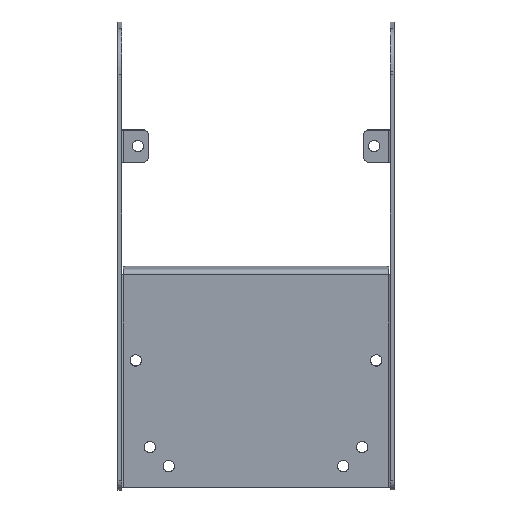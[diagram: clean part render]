
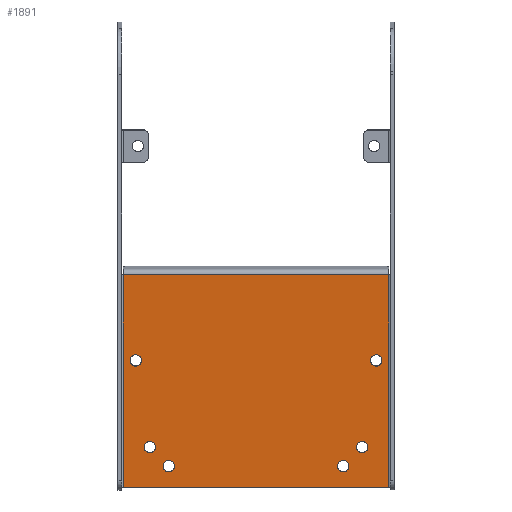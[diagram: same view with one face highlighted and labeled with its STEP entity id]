
A CAD part, top view. The second image highlights one B-rep face of the part: STEP entity #1891.
In plain terms, the highlighted planar face has unit normal (0, -0.087, 0.996).
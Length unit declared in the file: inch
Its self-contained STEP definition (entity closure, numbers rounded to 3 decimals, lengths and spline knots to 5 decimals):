
#1 = EDGE_CURVE ( 'NONE', #506, #1596, #1064, .T. ) ;
#4 = DIRECTION ( 'NONE',  ( 0., -0.087, 0.996 ) ) ;
#15 = EDGE_CURVE ( 'NONE', #1596, #506, #807, .T. ) ;
#28 = CIRCLE ( 'NONE', #2143, 0.133 ) ;
#67 = PLANE ( 'NONE',  #2342 ) ;
#85 = FACE_BOUND ( 'NONE', #142, .T. ) ;
#136 = CIRCLE ( 'NONE', #2450, 0.133 ) ;
#142 = EDGE_LOOP ( 'NONE', ( #885, #363 ) ) ;
#143 = CARTESIAN_POINT ( 'NONE',  ( 0., -4.86002, -0.2923 ) ) ;
#156 = ORIENTED_EDGE ( 'NONE', *, *, #1052, .F. ) ;
#165 = DIRECTION ( 'NONE',  ( 0., -0.087, 0.996 ) ) ;
#230 = DIRECTION ( 'NONE',  ( 0., -0.087, 0.996 ) ) ;
#233 = EDGE_CURVE ( 'NONE', #518, #2460, #2127, .T. ) ;
#259 = VERTEX_POINT ( 'NONE', #3100 ) ;
#272 = ORIENTED_EDGE ( 'NONE', *, *, #2990, .F. ) ;
#304 = FACE_BOUND ( 'NONE', #2350, .T. ) ;
#328 = AXIS2_PLACEMENT_3D ( 'NONE', #1734, #4, #1475 ) ;
#363 = ORIENTED_EDGE ( 'NONE', *, *, #677, .F. ) ;
#383 = VECTOR ( 'NONE', #1347, 39.37008 ) ;
#387 = EDGE_LOOP ( 'NONE', ( #2377, #1448 ) ) ;
#393 = CARTESIAN_POINT ( 'NONE',  ( 5.27097, -2.83871, -0.11545 ) ) ;
#444 = AXIS2_PLACEMENT_3D ( 'NONE', #3083, #1366, #626 ) ;
#464 = DIRECTION ( 'NONE',  ( 1., 0., 0. ) ) ;
#491 = CARTESIAN_POINT ( 'NONE',  ( 4.94194, -5.12501, -0.31548 ) ) ;
#506 = VERTEX_POINT ( 'NONE', #2029 ) ;
#509 = ORIENTED_EDGE ( 'NONE', *, *, #2231, .T. ) ;
#518 = VERTEX_POINT ( 'NONE', #545 ) ;
#536 = AXIS2_PLACEMENT_3D ( 'NONE', #1603, #917, #2360 ) ;
#545 = CARTESIAN_POINT ( 'NONE',  ( 5.56694, -0.97881, 0.04727 ) ) ;
#550 = CARTESIAN_POINT ( 'NONE',  ( -0.32903, -2.83871, -0.11545 ) ) ;
#579 = DIRECTION ( 'NONE',  ( 0., 0.087, -0.996 ) ) ;
#582 = EDGE_LOOP ( 'NONE', ( #1853, #1454 ) ) ;
#603 = DIRECTION ( 'NONE',  ( 0., -0.087, 0.996 ) ) ;
#625 = CARTESIAN_POINT ( 'NONE',  ( -0.625, -5.93087, -0.38598 ) ) ;
#626 = DIRECTION ( 'NONE',  ( 0., -0.996, -0.087 ) ) ;
#629 = EDGE_CURVE ( 'NONE', #1884, #2180, #1425, .T. ) ;
#677 = EDGE_CURVE ( 'NONE', #259, #1115, #704, .T. ) ;
#704 = CIRCLE ( 'NONE', #1321, 0.133 ) ;
#759 = AXIS2_PLACEMENT_3D ( 'NONE', #1620, #165, #1148 ) ;
#785 = VERTEX_POINT ( 'NONE', #3141 ) ;
#793 = VECTOR ( 'NONE', #2972, 39.37008 ) ;
#807 = CIRCLE ( 'NONE', #759, 0.133 ) ;
#842 = CIRCLE ( 'NONE', #328, 0.133 ) ;
#885 = ORIENTED_EDGE ( 'NONE', *, *, #1773, .F. ) ;
#900 = CIRCLE ( 'NONE', #2498, 0.133 ) ;
#902 = CARTESIAN_POINT ( 'NONE',  ( 0.44194, -5.56527, -0.354 ) ) ;
#917 = DIRECTION ( 'NONE',  ( 0., -0.087, 0.996 ) ) ;
#1016 = DIRECTION ( 'NONE',  ( 0., 0.996, 0.087 ) ) ;
#1029 = CARTESIAN_POINT ( 'NONE',  ( 4.5, -5.43277, -0.34241 ) ) ;
#1045 = CARTESIAN_POINT ( 'NONE',  ( 0., -0.0128, 0.13178 ) ) ;
#1052 = EDGE_CURVE ( 'NONE', #2499, #1757, #1103, .T. ) ;
#1058 = DIRECTION ( 'NONE',  ( 0., 0.996, 0.087 ) ) ;
#1064 = CIRCLE ( 'NONE', #2771, 0.133 ) ;
#1094 = ORIENTED_EDGE ( 'NONE', *, *, #1, .F. ) ;
#1103 = CIRCLE ( 'NONE', #2647, 0.133 ) ;
#1107 = DIRECTION ( 'NONE',  ( 0., -0.087, 0.996 ) ) ;
#1112 = CIRCLE ( 'NONE', #1580, 0.133 ) ;
#1115 = VERTEX_POINT ( 'NONE', #3139 ) ;
#1148 = DIRECTION ( 'NONE',  ( 0., 0.996, 0.087 ) ) ;
#1161 = DIRECTION ( 'NONE',  ( 0., -0.996, -0.087 ) ) ;
#1182 = VERTEX_POINT ( 'NONE', #143 ) ;
#1215 = DIRECTION ( 'NONE',  ( 0., -0.996, -0.087 ) ) ;
#1226 = DIRECTION ( 'NONE',  ( 0., -0.996, -0.087 ) ) ;
#1262 = CARTESIAN_POINT ( 'NONE',  ( 5.56694, -5.93087, -0.38598 ) ) ;
#1288 = FACE_BOUND ( 'NONE', #387, .T. ) ;
#1293 = CARTESIAN_POINT ( 'NONE',  ( 0., -4.99251, -0.30389 ) ) ;
#1307 = ORIENTED_EDGE ( 'NONE', *, *, #15, .F. ) ;
#1317 = CARTESIAN_POINT ( 'NONE',  ( -0.625, -0.0128, 0.13178 ) ) ;
#1321 = AXIS2_PLACEMENT_3D ( 'NONE', #2112, #2126, #3113 ) ;
#1323 = DIRECTION ( 'NONE',  ( 0., -0.087, 0.996 ) ) ;
#1328 = DIRECTION ( 'NONE',  ( 0., -0.087, 0.996 ) ) ;
#1338 = CARTESIAN_POINT ( 'NONE',  ( -0.625, -0.97881, 0.04727 ) ) ;
#1347 = DIRECTION ( 'NONE',  ( 0., -0.996, -0.087 ) ) ;
#1366 = DIRECTION ( 'NONE',  ( 0., -0.087, 0.996 ) ) ;
#1422 = CARTESIAN_POINT ( 'NONE',  ( 0., -5.93087, -0.38598 ) ) ;
#1425 = CIRCLE ( 'NONE', #444, 0.133 ) ;
#1448 = ORIENTED_EDGE ( 'NONE', *, *, #1748, .F. ) ;
#1454 = ORIENTED_EDGE ( 'NONE', *, *, #629, .F. ) ;
#1456 = DIRECTION ( 'NONE',  ( 0., -0.996, -0.087 ) ) ;
#1463 = EDGE_LOOP ( 'NONE', ( #509, #3125, #3040, #1744 ) ) ;
#1475 = DIRECTION ( 'NONE',  ( 0., -0.996, -0.087 ) ) ;
#1491 = DIRECTION ( 'NONE',  ( 0., -0.087, 0.996 ) ) ;
#1502 = CARTESIAN_POINT ( 'NONE',  ( -0.625, -0.97881, 0.04727 ) ) ;
#1580 = AXIS2_PLACEMENT_3D ( 'NONE', #1686, #1491, #1456 ) ;
#1592 = DIRECTION ( 'NONE',  ( 0., 0.996, 0.087 ) ) ;
#1596 = VERTEX_POINT ( 'NONE', #393 ) ;
#1603 = CARTESIAN_POINT ( 'NONE',  ( 4.94194, -4.99251, -0.30389 ) ) ;
#1620 = CARTESIAN_POINT ( 'NONE',  ( 5.27097, -2.9712, -0.12705 ) ) ;
#1686 = CARTESIAN_POINT ( 'NONE',  ( 0.44194, -5.43277, -0.34241 ) ) ;
#1734 = CARTESIAN_POINT ( 'NONE',  ( 0., -4.99251, -0.30389 ) ) ;
#1744 = ORIENTED_EDGE ( 'NONE', *, *, #2296, .F. ) ;
#1748 = EDGE_CURVE ( 'NONE', #1182, #785, #842, .T. ) ;
#1757 = VERTEX_POINT ( 'NONE', #1989 ) ;
#1773 = EDGE_CURVE ( 'NONE', #1115, #259, #1931, .T. ) ;
#1834 = VECTOR ( 'NONE', #464, 39.37008 ) ;
#1853 = ORIENTED_EDGE ( 'NONE', *, *, #2570, .F. ) ;
#1884 = VERTEX_POINT ( 'NONE', #550 ) ;
#1891 = ADVANCED_FACE ( 'NONE', ( #2763, #2516, #2530, #85, #304, #1288, #2272 ), #67, .F. ) ;
#1896 = EDGE_LOOP ( 'NONE', ( #272, #2955 ) ) ;
#1931 = CIRCLE ( 'NONE', #2183, 0.133 ) ;
#1944 = CARTESIAN_POINT ( 'NONE',  ( 0.44194, -5.43277, -0.34241 ) ) ;
#1989 = CARTESIAN_POINT ( 'NONE',  ( 4.94194, -4.86002, -0.2923 ) ) ;
#2000 = EDGE_CURVE ( 'NONE', #1757, #2499, #2600, .T. ) ;
#2029 = CARTESIAN_POINT ( 'NONE',  ( 5.27097, -3.1037, -0.13864 ) ) ;
#2035 = DIRECTION ( 'NONE',  ( 0., 0.996, 0.087 ) ) ;
#2040 = VERTEX_POINT ( 'NONE', #1338 ) ;
#2050 = VERTEX_POINT ( 'NONE', #902 ) ;
#2108 = EDGE_LOOP ( 'NONE', ( #1094, #1307 ) ) ;
#2112 = CARTESIAN_POINT ( 'NONE',  ( 4.5, -5.43277, -0.34241 ) ) ;
#2126 = DIRECTION ( 'NONE',  ( 0., -0.087, 0.996 ) ) ;
#2127 = LINE ( 'NONE', #3114, #2971 ) ;
#2137 = EDGE_CURVE ( 'NONE', #2252, #2460, #2209, .T. ) ;
#2143 = AXIS2_PLACEMENT_3D ( 'NONE', #2443, #230, #1215 ) ;
#2180 = VERTEX_POINT ( 'NONE', #2433 ) ;
#2183 = AXIS2_PLACEMENT_3D ( 'NONE', #1029, #1323, #1016 ) ;
#2209 = LINE ( 'NONE', #1422, #1834 ) ;
#2231 = EDGE_CURVE ( 'NONE', #2040, #2252, #2305, .T. ) ;
#2252 = VERTEX_POINT ( 'NONE', #625 ) ;
#2258 = ORIENTED_EDGE ( 'NONE', *, *, #2000, .F. ) ;
#2272 = FACE_OUTER_BOUND ( 'NONE', #1463, .T. ) ;
#2296 = EDGE_CURVE ( 'NONE', #2040, #518, #2497, .T. ) ;
#2305 = LINE ( 'NONE', #1317, #383 ) ;
#2342 = AXIS2_PLACEMENT_3D ( 'NONE', #1045, #579, #2035 ) ;
#2350 = EDGE_LOOP ( 'NONE', ( #156, #2258 ) ) ;
#2360 = DIRECTION ( 'NONE',  ( 0., 0.996, 0.087 ) ) ;
#2377 = ORIENTED_EDGE ( 'NONE', *, *, #2654, .F. ) ;
#2433 = CARTESIAN_POINT ( 'NONE',  ( -0.32903, -3.1037, -0.13864 ) ) ;
#2443 = CARTESIAN_POINT ( 'NONE',  ( -0.32903, -2.9712, -0.12705 ) ) ;
#2450 = AXIS2_PLACEMENT_3D ( 'NONE', #1944, #2484, #1226 ) ;
#2460 = VERTEX_POINT ( 'NONE', #1262 ) ;
#2484 = DIRECTION ( 'NONE',  ( 0., -0.087, 0.996 ) ) ;
#2497 = LINE ( 'NONE', #1502, #793 ) ;
#2498 = AXIS2_PLACEMENT_3D ( 'NONE', #1293, #1328, #2507 ) ;
#2499 = VERTEX_POINT ( 'NONE', #491 ) ;
#2507 = DIRECTION ( 'NONE',  ( 0., -0.996, -0.087 ) ) ;
#2516 = FACE_BOUND ( 'NONE', #582, .T. ) ;
#2530 = FACE_BOUND ( 'NONE', #2108, .T. ) ;
#2570 = EDGE_CURVE ( 'NONE', #2180, #1884, #28, .T. ) ;
#2571 = CARTESIAN_POINT ( 'NONE',  ( 5.27097, -2.9712, -0.12705 ) ) ;
#2600 = CIRCLE ( 'NONE', #536, 0.133 ) ;
#2647 = AXIS2_PLACEMENT_3D ( 'NONE', #3014, #1107, #1058 ) ;
#2654 = EDGE_CURVE ( 'NONE', #785, #1182, #900, .T. ) ;
#2678 = VERTEX_POINT ( 'NONE', #3009 ) ;
#2763 = FACE_BOUND ( 'NONE', #1896, .T. ) ;
#2771 = AXIS2_PLACEMENT_3D ( 'NONE', #2571, #603, #1592 ) ;
#2955 = ORIENTED_EDGE ( 'NONE', *, *, #3006, .F. ) ;
#2971 = VECTOR ( 'NONE', #1161, 39.37008 ) ;
#2972 = DIRECTION ( 'NONE',  ( 1., 0., 0. ) ) ;
#2990 = EDGE_CURVE ( 'NONE', #2050, #2678, #136, .T. ) ;
#3006 = EDGE_CURVE ( 'NONE', #2678, #2050, #1112, .T. ) ;
#3009 = CARTESIAN_POINT ( 'NONE',  ( 0.44194, -5.30028, -0.33081 ) ) ;
#3014 = CARTESIAN_POINT ( 'NONE',  ( 4.94194, -4.99251, -0.30389 ) ) ;
#3040 = ORIENTED_EDGE ( 'NONE', *, *, #233, .F. ) ;
#3083 = CARTESIAN_POINT ( 'NONE',  ( -0.32903, -2.9712, -0.12705 ) ) ;
#3100 = CARTESIAN_POINT ( 'NONE',  ( 4.5, -5.30028, -0.33081 ) ) ;
#3113 = DIRECTION ( 'NONE',  ( 0., 0.996, 0.087 ) ) ;
#3114 = CARTESIAN_POINT ( 'NONE',  ( 5.56694, -1.52424, -0.00045 ) ) ;
#3125 = ORIENTED_EDGE ( 'NONE', *, *, #2137, .T. ) ;
#3139 = CARTESIAN_POINT ( 'NONE',  ( 4.5, -5.56527, -0.354 ) ) ;
#3141 = CARTESIAN_POINT ( 'NONE',  ( 0., -5.12501, -0.31548 ) ) ;
